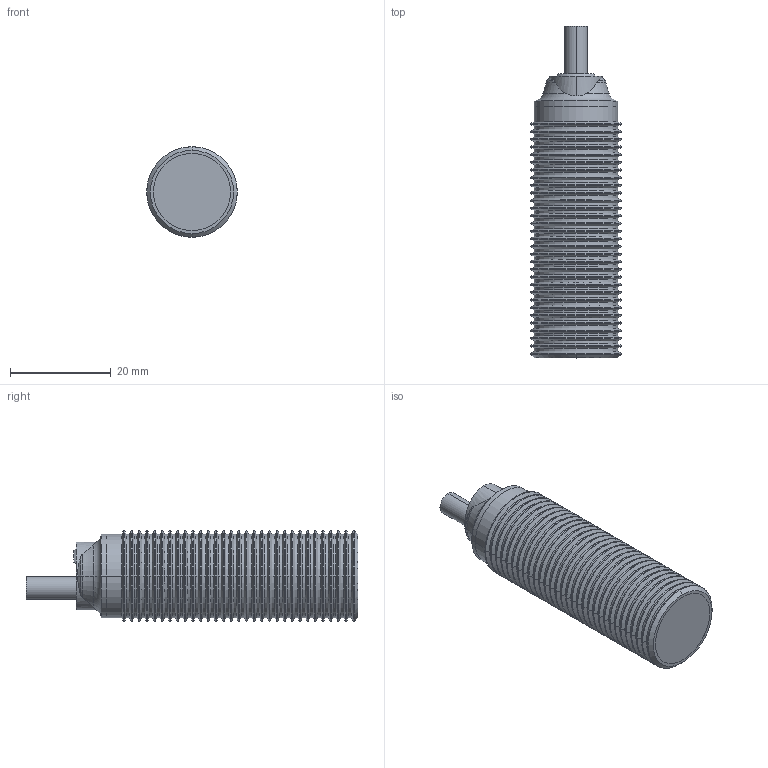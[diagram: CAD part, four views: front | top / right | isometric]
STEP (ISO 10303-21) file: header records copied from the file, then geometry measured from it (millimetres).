
FILE_DESCRIPTION(('STEP AP214'),'1');
FILE_NAME('cctmp_09165C66-072B-45D9-9670-91D46639F8D4_2020_11_17_10_9_42_866..stp','2020-11-17T09:09:43',('Pepperl+Fuchs GmbH'),('CADClick - www.CADClick.com'),'Spatial InterOp 3D postprocessed',' ','unknown authorization');
FILE_SCHEMA(('AUTOMOTIVE_DESIGN { 1 0 10303 214 1 1 1 1 }'));
Length unit declared in the file: millimetre
Products named in the file (1): 1
Bounding box: 18 x 65.91 x 18 mm (x, y, z)
Volume: 12419.4 mm3; surface area: 5167.7 mm2
Topology: 2 solids, 2 shells, 293 faces, 603 edges, 318 vertices
Faces by surface type: cylinder 136, cone 133, plane 12, torus 10, bspline 2
Entity records: 8680 total; most frequent: CARTESIAN_POINT 1503, DIRECTION 1471, ORIENTED_EDGE 1204, EDGE_CURVE 602, AXIS2_PLACEMENT_3D 598, VERTEX_POINT 318, CIRCLE 303, EDGE_LOOP 298
